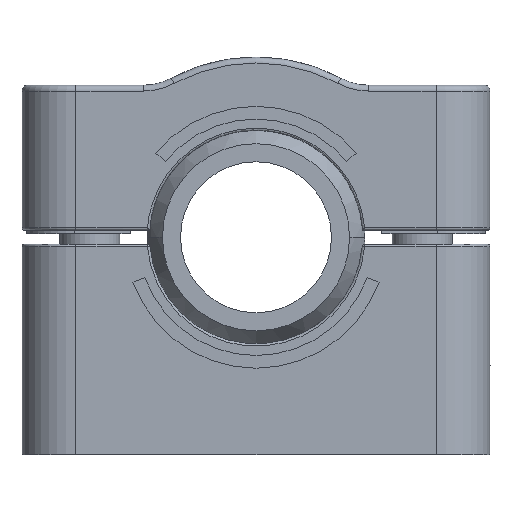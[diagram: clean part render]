
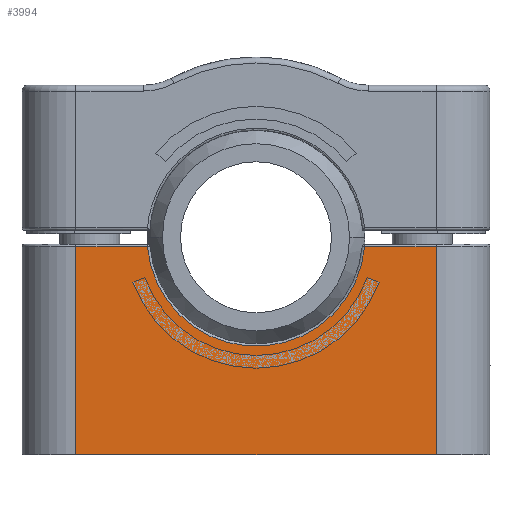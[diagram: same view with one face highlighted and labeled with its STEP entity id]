
A CAD part, front view. The second image highlights one B-rep face of the part: STEP entity #3994.
In plain terms, the highlighted face is planar.
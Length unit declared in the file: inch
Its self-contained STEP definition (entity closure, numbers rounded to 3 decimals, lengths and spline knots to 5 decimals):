
#219=DIRECTION('',(1.,0.,0.));
#220=VECTOR('',#219,1.54);
#221=CARTESIAN_POINT('',(-0.77,-0.9,0.23));
#222=LINE('',#221,#220);
#556=DIRECTION('',(-1.,0.,0.));
#557=VECTOR('',#556,0.30608);
#558=CARTESIAN_POINT('',(-0.46392,-0.01,0.23));
#559=LINE('',#558,#557);
#573=DIRECTION('',(0.,1.,0.));
#574=VECTOR('',#573,0.89);
#575=CARTESIAN_POINT('',(0.77,-0.9,0.23));
#576=LINE('',#575,#574);
#577=DIRECTION('',(0.,1.,0.));
#578=VECTOR('',#577,0.89);
#579=CARTESIAN_POINT('',(-0.77,-0.9,0.23));
#580=LINE('',#579,#578);
#581=CARTESIAN_POINT('',(0.,0.03,0.23));
#582=DIRECTION('',(0.,0.,-1.));
#583=DIRECTION('',(0.996,-0.086,0.));
#584=AXIS2_PLACEMENT_3D('',#581,#582,#583);
#1654=DIRECTION('',(1.,0.,0.));
#1655=VECTOR('',#1654,0.30608);
#1656=CARTESIAN_POINT('',(0.46392,-0.01,0.23));
#1657=LINE('',#1656,#1655);
#2677=CARTESIAN_POINT('',(-0.77,-0.9,0.23));
#2679=VERTEX_POINT('',#2677);
#2680=CARTESIAN_POINT('',(0.77,-0.9,0.23));
#2682=VERTEX_POINT('',#2680);
#2847=CARTESIAN_POINT('',(-0.46392,-0.01,0.23));
#2848=CARTESIAN_POINT('',(-0.77,-0.01,0.23));
#2849=VERTEX_POINT('',#2847);
#2850=VERTEX_POINT('',#2848);
#2897=CARTESIAN_POINT('',(0.77,-0.01,0.23));
#2898=VERTEX_POINT('',#2897);
#2901=CARTESIAN_POINT('',(0.46392,-0.01,0.23));
#2902=VERTEX_POINT('',#2901);
#3977=CARTESIAN_POINT('',(-1.,0.,0.23));
#3978=DIRECTION('',(0.,0.,1.));
#3979=DIRECTION('',(0.,-1.,0.));
#3980=AXIS2_PLACEMENT_3D('',#3977,#3978,#3979);
#3981=PLANE('',#3980);
#3982=ORIENTED_EDGE('',*,*,#3967,.F.);
#3984=ORIENTED_EDGE('',*,*,#3983,.F.);
#3986=ORIENTED_EDGE('',*,*,#3985,.T.);
#3988=ORIENTED_EDGE('',*,*,#3987,.F.);
#3989=ORIENTED_EDGE('',*,*,#3374,.F.);
#3991=ORIENTED_EDGE('',*,*,#3990,.T.);
#3992=EDGE_LOOP('',(#3982,#3984,#3986,#3988,#3989,#3991));
#3993=FACE_OUTER_BOUND('',#3992,.F.);
#3994=ADVANCED_FACE('',(#3993),#3981,.T.);
#585=CIRCLE('',#584,0.46564);
#3374=EDGE_CURVE('',#2679,#2682,#222,.T.);
#3967=EDGE_CURVE('',#2849,#2850,#559,.T.);
#3983=EDGE_CURVE('',#2902,#2849,#585,.T.);
#3985=EDGE_CURVE('',#2902,#2898,#1657,.T.);
#3987=EDGE_CURVE('',#2682,#2898,#576,.T.);
#3990=EDGE_CURVE('',#2679,#2850,#580,.T.);
